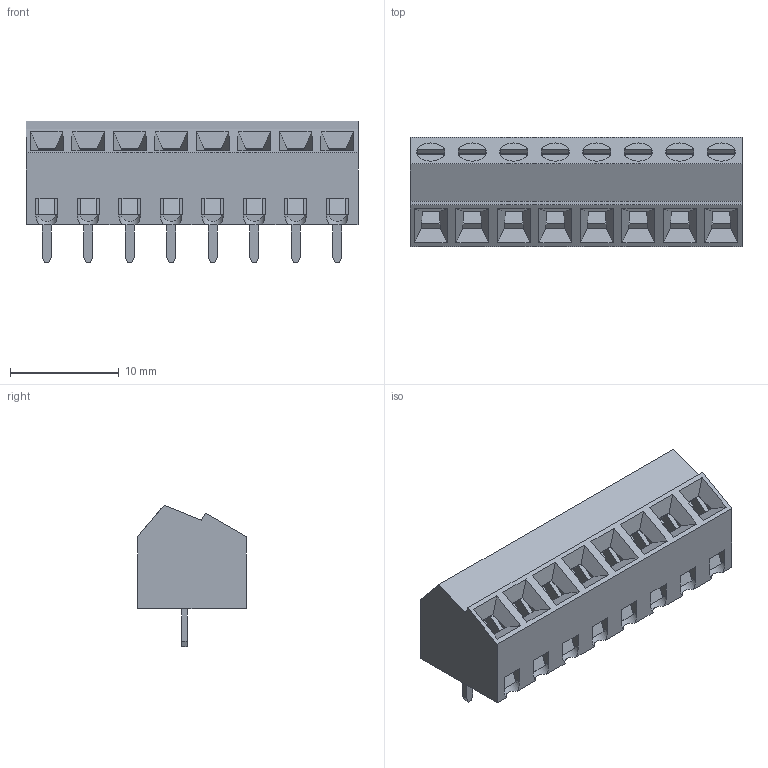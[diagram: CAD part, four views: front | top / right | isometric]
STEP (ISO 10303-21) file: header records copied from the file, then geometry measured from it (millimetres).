
FILE_DESCRIPTION( ( 'Unknown' ), '1' );
FILE_NAME( '691221320008.stp', 'Unknown', ( 'Quentin LAIDEBEUR' ), ( 'WE' ), 'PSStep 15.0.49', 'Sample-box', ' ' );
FILE_SCHEMA( ( 'AUTOMOTIVE_DESIGN { 1 0 10303 214 1 1 1 1 }' ) );
Length unit declared in the file: millimetre
Products named in the file (6): Assem1; 691221320008; 691221320008_BACK; 6912213200xx_MASS; 6912213200xx_VIS; 6912213200xx_PIN
Assembly tree (26 placements, depth 2):
  Assem1
    691221320008
    691221320008_BACK
    6912213200xx_MASS  x8
    6912213200xx_VIS  x8
    6912213200xx_PIN  x8
Bounding box: 30.48 x 10 x 13 mm (x, y, z)
Volume: 1739.2 mm3; surface area: 5298.1 mm2
Topology: 26 solids, 26 shells, 761 faces, 2065 edges, 1366 vertices
Faces by surface type: plane 665, cylinder 96
Full cylindrical faces by diameter (mm): 1.7 x16, 2.6 x16
Entity records: 21061 total; most frequent: CARTESIAN_POINT 2972, ORIENTED_EDGE 2914, DIRECTION 2701, EDGE_CURVE 1457, LINE 1299, VECTOR 1299, VERTEX_POINT 972, AXIS2_PLACEMENT_3D 701
